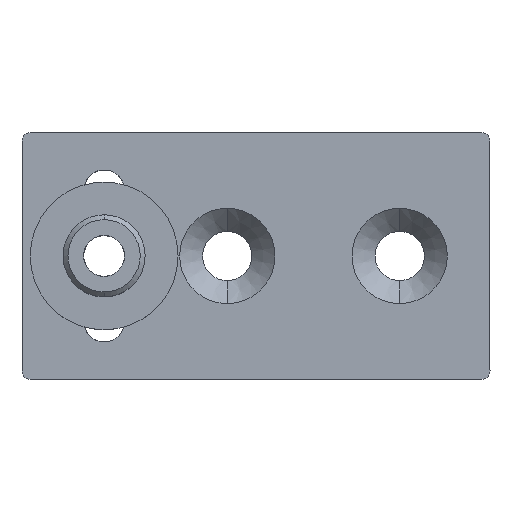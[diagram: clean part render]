
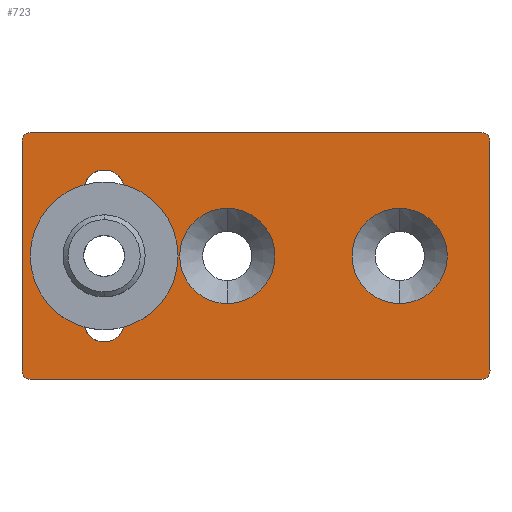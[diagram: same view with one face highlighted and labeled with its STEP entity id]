
A CAD part, top view. The second image highlights one B-rep face of the part: STEP entity #723.
In plain terms, the highlighted planar face has unit normal (0, 0, 1).
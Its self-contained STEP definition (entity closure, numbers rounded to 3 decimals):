
#27 = LINE ( 'NONE', #286, #352 ) ;
#36 = CIRCLE ( 'NONE', #903, 8.7 ) ;
#48 = EDGE_CURVE ( 'NONE', #493, #1981, #863, .T. ) ;
#53 = CARTESIAN_POINT ( 'NONE',  ( 0., 8., 3.5 ) ) ;
#72 = AXIS2_PLACEMENT_3D ( 'NONE', #84, #1685, #882 ) ;
#75 = EDGE_CURVE ( 'NONE', #453, #356, #386, .T. ) ;
#77 = DIRECTION ( 'NONE',  ( -1., 0., 0. ) ) ;
#84 = CARTESIAN_POINT ( 'NONE',  ( 15., 0., 3.5 ) ) ;
#92 = EDGE_LOOP ( 'NONE', ( #1619, #1715, #961, #1807 ) ) ;
#95 = DIRECTION ( 'NONE',  ( 1., 0., 0. ) ) ;
#110 = LINE ( 'NONE', #1933, #442 ) ;
#124 = DIRECTION ( 'NONE',  ( 0., 0., -1. ) ) ;
#133 = CIRCLE ( 'NONE', #257, 2.475 ) ;
#143 = CARTESIAN_POINT ( 'NONE',  ( 36., 5.8, 3.5 ) ) ;
#158 = FACE_BOUND ( 'NONE', #2014, .T. ) ;
#184 = ORIENTED_EDGE ( 'NONE', *, *, #753, .T. ) ;
#190 = DIRECTION ( 'NONE',  ( 0., 0., -1. ) ) ;
#214 = DIRECTION ( 'NONE',  ( 0., 1., 0. ) ) ;
#218 = LINE ( 'NONE', #976, #1435 ) ;
#229 = ORIENTED_EDGE ( 'NONE', *, *, #741, .T. ) ;
#241 = DIRECTION ( 'NONE',  ( -1., 0., 0. ) ) ;
#246 = CARTESIAN_POINT ( 'NONE',  ( 47., -14., 3.5 ) ) ;
#257 = AXIS2_PLACEMENT_3D ( 'NONE', #53, #372, #2032 ) ;
#286 = CARTESIAN_POINT ( 'NONE',  ( -10., 14., 3.5 ) ) ;
#297 = CARTESIAN_POINT ( 'NONE',  ( 0., -8., 3.5 ) ) ;
#305 = CIRCLE ( 'NONE', #1214, 2.475 ) ;
#313 = CARTESIAN_POINT ( 'NONE',  ( 47., 14., 3.5 ) ) ;
#324 = DIRECTION ( 'NONE',  ( 1., 0., 0. ) ) ;
#346 = CARTESIAN_POINT ( 'NONE',  ( -10., -14., 3.5 ) ) ;
#350 = EDGE_CURVE ( 'NONE', #1438, #693, #1820, .T. ) ;
#352 = VECTOR ( 'NONE', #1431, 1000. ) ;
#356 = VERTEX_POINT ( 'NONE', #1151 ) ;
#372 = DIRECTION ( 'NONE',  ( 0., 0., -1. ) ) ;
#375 = CARTESIAN_POINT ( 'NONE',  ( 15., 5.8, 3.5 ) ) ;
#383 = FACE_OUTER_BOUND ( 'NONE', #1461, .T. ) ;
#384 = ORIENTED_EDGE ( 'NONE', *, *, #550, .T. ) ;
#385 = AXIS2_PLACEMENT_3D ( 'NONE', #1891, #2060, #471 ) ;
#386 = CIRCLE ( 'NONE', #1201, 1. ) ;
#424 = AXIS2_PLACEMENT_3D ( 'NONE', #1483, #1459, #1146 ) ;
#431 = CARTESIAN_POINT ( 'NONE',  ( 0., 0., 3.5 ) ) ;
#442 = VECTOR ( 'NONE', #1127, 1000. ) ;
#453 = VERTEX_POINT ( 'NONE', #346 ) ;
#461 = DIRECTION ( 'NONE',  ( 0., 0., -1. ) ) ;
#471 = DIRECTION ( 'NONE',  ( 1., 0., 0. ) ) ;
#492 = CARTESIAN_POINT ( 'NONE',  ( -2.45, -8.348, 3.5 ) ) ;
#493 = VERTEX_POINT ( 'NONE', #1551 ) ;
#544 = CARTESIAN_POINT ( 'NONE',  ( 36., -5.8, 3.5 ) ) ;
#547 = ORIENTED_EDGE ( 'NONE', *, *, #1803, .T. ) ;
#550 = EDGE_CURVE ( 'NONE', #1160, #612, #597, .T. ) ;
#556 = CARTESIAN_POINT ( 'NONE',  ( 2.45, 8.348, 3.5 ) ) ;
#577 = ORIENTED_EDGE ( 'NONE', *, *, #48, .T. ) ;
#597 = CIRCLE ( 'NONE', #969, 5.8 ) ;
#609 = VERTEX_POINT ( 'NONE', #556 ) ;
#612 = VERTEX_POINT ( 'NONE', #544 ) ;
#630 = EDGE_CURVE ( 'NONE', #1074, #735, #1082, .T. ) ;
#637 = EDGE_CURVE ( 'NONE', #1094, #493, #1196, .T. ) ;
#681 = VERTEX_POINT ( 'NONE', #951 ) ;
#693 = VERTEX_POINT ( 'NONE', #246 ) ;
#709 = CARTESIAN_POINT ( 'NONE',  ( -9., -14., 3.5 ) ) ;
#723 = ADVANCED_FACE ( 'NONE', ( #383, #158, #1413, #792 ), #1727, .T. ) ;
#730 = DIRECTION ( 'NONE',  ( 0., 0., -1. ) ) ;
#735 = VERTEX_POINT ( 'NONE', #1938 ) ;
#741 = EDGE_CURVE ( 'NONE', #693, #1094, #110, .T. ) ;
#748 = CIRCLE ( 'NONE', #1910, 5.8 ) ;
#752 = AXIS2_PLACEMENT_3D ( 'NONE', #1909, #2087, #1394 ) ;
#753 = EDGE_CURVE ( 'NONE', #612, #1160, #2026, .T. ) ;
#792 = FACE_BOUND ( 'NONE', #92, .T. ) ;
#843 = AXIS2_PLACEMENT_3D ( 'NONE', #2113, #461, #1614 ) ;
#863 = LINE ( 'NONE', #1576, #886 ) ;
#882 = DIRECTION ( 'NONE',  ( -1., 0., 0. ) ) ;
#886 = VECTOR ( 'NONE', #241, 1000. ) ;
#903 = AXIS2_PLACEMENT_3D ( 'NONE', #431, #124, #953 ) ;
#950 = AXIS2_PLACEMENT_3D ( 'NONE', #1242, #1078, #95 ) ;
#951 = CARTESIAN_POINT ( 'NONE',  ( -10., 14., 3.5 ) ) ;
#953 = DIRECTION ( 'NONE',  ( 1., 0., 0. ) ) ;
#961 = ORIENTED_EDGE ( 'NONE', *, *, #1388, .T. ) ;
#964 = EDGE_CURVE ( 'NONE', #609, #1139, #36, .T. ) ;
#969 = AXIS2_PLACEMENT_3D ( 'NONE', #2015, #730, #77 ) ;
#976 = CARTESIAN_POINT ( 'NONE',  ( -9., -15., 3.5 ) ) ;
#1028 = ORIENTED_EDGE ( 'NONE', *, *, #2044, .T. ) ;
#1063 = EDGE_CURVE ( 'NONE', #1139, #1074, #305, .T. ) ;
#1074 = VERTEX_POINT ( 'NONE', #492 ) ;
#1078 = DIRECTION ( 'NONE',  ( 0., 0., 1. ) ) ;
#1082 = CIRCLE ( 'NONE', #752, 8.7 ) ;
#1094 = VERTEX_POINT ( 'NONE', #313 ) ;
#1127 = DIRECTION ( 'NONE',  ( 0., 1., 0. ) ) ;
#1139 = VERTEX_POINT ( 'NONE', #1637 ) ;
#1146 = DIRECTION ( 'NONE',  ( 0., -1., 0. ) ) ;
#1151 = CARTESIAN_POINT ( 'NONE',  ( -9., -15., 3.5 ) ) ;
#1160 = VERTEX_POINT ( 'NONE', #143 ) ;
#1196 = CIRCLE ( 'NONE', #950, 1. ) ;
#1198 = ORIENTED_EDGE ( 'NONE', *, *, #1730, .T. ) ;
#1201 = AXIS2_PLACEMENT_3D ( 'NONE', #709, #1519, #1858 ) ;
#1214 = AXIS2_PLACEMENT_3D ( 'NONE', #297, #1784, #1965 ) ;
#1233 = CARTESIAN_POINT ( 'NONE',  ( 15., -5.8, 3.5 ) ) ;
#1242 = CARTESIAN_POINT ( 'NONE',  ( 46., 14., 3.5 ) ) ;
#1249 = CARTESIAN_POINT ( 'NONE',  ( -9., 15., 3.5 ) ) ;
#1338 = DIRECTION ( 'NONE',  ( -1., 0., 0. ) ) ;
#1374 = ORIENTED_EDGE ( 'NONE', *, *, #1608, .T. ) ;
#1388 = EDGE_CURVE ( 'NONE', #735, #609, #133, .T. ) ;
#1394 = DIRECTION ( 'NONE',  ( -1., 0., 0. ) ) ;
#1413 = FACE_BOUND ( 'NONE', #1742, .T. ) ;
#1431 = DIRECTION ( 'NONE',  ( 0., -1., 0. ) ) ;
#1435 = VECTOR ( 'NONE', #324, 1000. ) ;
#1438 = VERTEX_POINT ( 'NONE', #1879 ) ;
#1459 = DIRECTION ( 'NONE',  ( 0., 0., 1. ) ) ;
#1461 = EDGE_LOOP ( 'NONE', ( #1797, #1374, #1885, #229, #1698, #577, #547, #1028 ) ) ;
#1483 = CARTESIAN_POINT ( 'NONE',  ( 46., -14., 3.5 ) ) ;
#1507 = CIRCLE ( 'NONE', #1729, 1. ) ;
#1519 = DIRECTION ( 'NONE',  ( 0., 0., 1. ) ) ;
#1549 = ORIENTED_EDGE ( 'NONE', *, *, #1828, .T. ) ;
#1551 = CARTESIAN_POINT ( 'NONE',  ( 46., 15., 3.5 ) ) ;
#1576 = CARTESIAN_POINT ( 'NONE',  ( 46., 15., 3.5 ) ) ;
#1608 = EDGE_CURVE ( 'NONE', #356, #1438, #218, .T. ) ;
#1614 = DIRECTION ( 'NONE',  ( -1., 0., 0. ) ) ;
#1619 = ORIENTED_EDGE ( 'NONE', *, *, #1063, .T. ) ;
#1637 = CARTESIAN_POINT ( 'NONE',  ( 2.45, -8.348, 3.5 ) ) ;
#1685 = DIRECTION ( 'NONE',  ( 0., 0., -1. ) ) ;
#1698 = ORIENTED_EDGE ( 'NONE', *, *, #637, .T. ) ;
#1709 = CARTESIAN_POINT ( 'NONE',  ( -9., 14., 3.5 ) ) ;
#1715 = ORIENTED_EDGE ( 'NONE', *, *, #630, .T. ) ;
#1727 = PLANE ( 'NONE',  #385 ) ;
#1729 = AXIS2_PLACEMENT_3D ( 'NONE', #1709, #1861, #214 ) ;
#1730 = EDGE_CURVE ( 'NONE', #1958, #1884, #748, .T. ) ;
#1742 = EDGE_LOOP ( 'NONE', ( #184, #384 ) ) ;
#1784 = DIRECTION ( 'NONE',  ( 0., 0., -1. ) ) ;
#1797 = ORIENTED_EDGE ( 'NONE', *, *, #75, .T. ) ;
#1803 = EDGE_CURVE ( 'NONE', #1981, #681, #1507, .T. ) ;
#1807 = ORIENTED_EDGE ( 'NONE', *, *, #964, .T. ) ;
#1820 = CIRCLE ( 'NONE', #424, 1. ) ;
#1828 = EDGE_CURVE ( 'NONE', #1884, #1958, #2102, .T. ) ;
#1858 = DIRECTION ( 'NONE',  ( -1., 0., 0. ) ) ;
#1861 = DIRECTION ( 'NONE',  ( 0., 0., 1. ) ) ;
#1879 = CARTESIAN_POINT ( 'NONE',  ( 46., -15., 3.5 ) ) ;
#1884 = VERTEX_POINT ( 'NONE', #375 ) ;
#1885 = ORIENTED_EDGE ( 'NONE', *, *, #350, .T. ) ;
#1891 = CARTESIAN_POINT ( 'NONE',  ( -12.85, -16.5, 3.5 ) ) ;
#1909 = CARTESIAN_POINT ( 'NONE',  ( 0., 0., 3.5 ) ) ;
#1910 = AXIS2_PLACEMENT_3D ( 'NONE', #1992, #190, #1338 ) ;
#1933 = CARTESIAN_POINT ( 'NONE',  ( 47., -14., 3.5 ) ) ;
#1938 = CARTESIAN_POINT ( 'NONE',  ( -2.45, 8.348, 3.5 ) ) ;
#1958 = VERTEX_POINT ( 'NONE', #1233 ) ;
#1965 = DIRECTION ( 'NONE',  ( 0.99, -0.141, 0. ) ) ;
#1981 = VERTEX_POINT ( 'NONE', #1249 ) ;
#1992 = CARTESIAN_POINT ( 'NONE',  ( 15., 0., 3.5 ) ) ;
#2014 = EDGE_LOOP ( 'NONE', ( #1198, #1549 ) ) ;
#2015 = CARTESIAN_POINT ( 'NONE',  ( 36., 0., 3.5 ) ) ;
#2026 = CIRCLE ( 'NONE', #843, 5.8 ) ;
#2032 = DIRECTION ( 'NONE',  ( -0.99, 0.141, 0. ) ) ;
#2044 = EDGE_CURVE ( 'NONE', #681, #453, #27, .T. ) ;
#2060 = DIRECTION ( 'NONE',  ( 0., 0., 1. ) ) ;
#2087 = DIRECTION ( 'NONE',  ( 0., 0., -1. ) ) ;
#2102 = CIRCLE ( 'NONE', #72, 5.8 ) ;
#2113 = CARTESIAN_POINT ( 'NONE',  ( 36., 0., 3.5 ) ) ;
